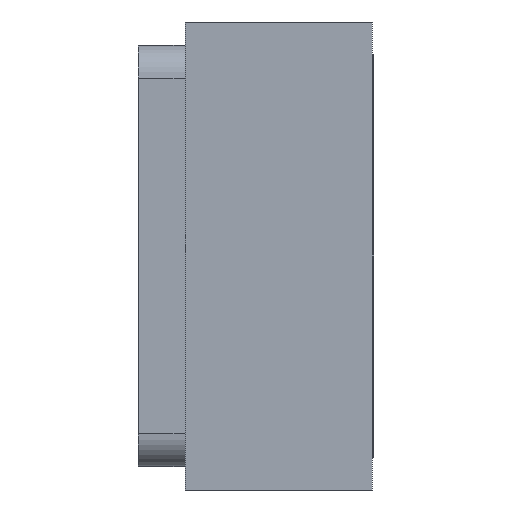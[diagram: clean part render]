
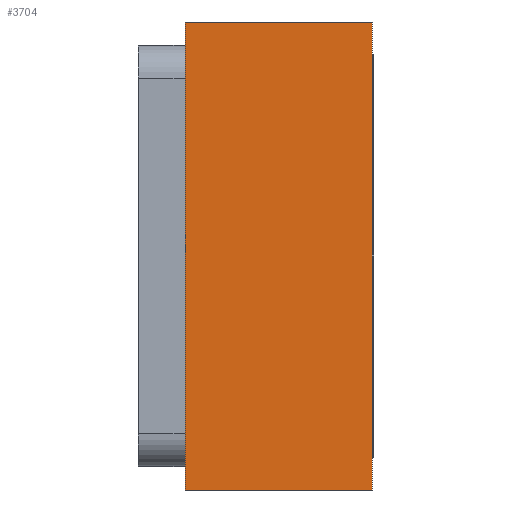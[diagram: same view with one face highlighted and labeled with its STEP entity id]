
A CAD part, left-side view. The second image highlights one B-rep face of the part: STEP entity #3704.
In plain terms, the highlighted planar face has unit normal (-1, 0, 0).
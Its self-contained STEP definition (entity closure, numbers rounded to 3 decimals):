
#3704 = ADVANCED_FACE('',(#3705),#3719,.F.);
#3705 = FACE_BOUND('',#3706,.T.);
#3706 = EDGE_LOOP('',(#3707,#3742,#3770,#3798));
#3707 = ORIENTED_EDGE('',*,*,#3708,.F.);
#3708 = EDGE_CURVE('',#3709,#3711,#3713,.T.);
#3709 = VERTEX_POINT('',#3710);
#3710 = CARTESIAN_POINT('',(-0.8,0.4,0.5));
#3711 = VERTEX_POINT('',#3712);
#3712 = CARTESIAN_POINT('',(-0.8,0.,0.5));
#3713 = SURFACE_CURVE('',#3714,(#3718,#3730),.PCURVE_S1.);
#3714 = LINE('',#3715,#3716);
#3715 = CARTESIAN_POINT('',(-0.8,0.5,0.5));
#3716 = VECTOR('',#3717,1.);
#3717 = DIRECTION('',(0.,-1.,0.));
#3718 = PCURVE('',#3719,#3724);
#3719 = PLANE('',#3720);
#3720 = AXIS2_PLACEMENT_3D('',#3721,#3722,#3723);
#3721 = CARTESIAN_POINT('',(-0.8,0.5,-0.5));
#3722 = DIRECTION('',(1.,0.,0.));
#3723 = DIRECTION('',(0.,0.,-1.));
#3724 = DEFINITIONAL_REPRESENTATION('',(#3725),#3729);
#3725 = LINE('',#3726,#3727);
#3726 = CARTESIAN_POINT('',(-1.,0.));
#3727 = VECTOR('',#3728,1.);
#3728 = DIRECTION('',(0.,-1.));
#3729 = ( GEOMETRIC_REPRESENTATION_CONTEXT(2) 
PARAMETRIC_REPRESENTATION_CONTEXT() REPRESENTATION_CONTEXT('2D SPACE',''
  ) );
#3730 = PCURVE('',#3731,#3736);
#3731 = PLANE('',#3732);
#3732 = AXIS2_PLACEMENT_3D('',#3733,#3734,#3735);
#3733 = CARTESIAN_POINT('',(-0.8,0.5,0.5));
#3734 = DIRECTION('',(0.,0.,-1.));
#3735 = DIRECTION('',(-1.,0.,0.));
#3736 = DEFINITIONAL_REPRESENTATION('',(#3737),#3741);
#3737 = LINE('',#3738,#3739);
#3738 = CARTESIAN_POINT('',(0.,0.));
#3739 = VECTOR('',#3740,1.);
#3740 = DIRECTION('',(0.,-1.));
#3741 = ( GEOMETRIC_REPRESENTATION_CONTEXT(2) 
PARAMETRIC_REPRESENTATION_CONTEXT() REPRESENTATION_CONTEXT('2D SPACE',''
  ) );
#3742 = ORIENTED_EDGE('',*,*,#3743,.T.);
#3743 = EDGE_CURVE('',#3709,#3744,#3746,.T.);
#3744 = VERTEX_POINT('',#3745);
#3745 = CARTESIAN_POINT('',(-0.8,0.4,-0.5));
#3746 = SURFACE_CURVE('',#3747,(#3751,#3758),.PCURVE_S1.);
#3747 = LINE('',#3748,#3749);
#3748 = CARTESIAN_POINT('',(-0.8,0.4,0.5));
#3749 = VECTOR('',#3750,1.);
#3750 = DIRECTION('',(0.,0.,-1.));
#3751 = PCURVE('',#3719,#3752);
#3752 = DEFINITIONAL_REPRESENTATION('',(#3753),#3757);
#3753 = LINE('',#3754,#3755);
#3754 = CARTESIAN_POINT('',(-1.,-0.1));
#3755 = VECTOR('',#3756,1.);
#3756 = DIRECTION('',(1.,0.));
#3757 = ( GEOMETRIC_REPRESENTATION_CONTEXT(2) 
PARAMETRIC_REPRESENTATION_CONTEXT() REPRESENTATION_CONTEXT('2D SPACE',''
  ) );
#3758 = PCURVE('',#3759,#3764);
#3759 = PLANE('',#3760);
#3760 = AXIS2_PLACEMENT_3D('',#3761,#3762,#3763);
#3761 = CARTESIAN_POINT('',(-0.8,0.4,0.5));
#3762 = DIRECTION('',(0.,-1.,0.));
#3763 = DIRECTION('',(0.,0.,-1.));
#3764 = DEFINITIONAL_REPRESENTATION('',(#3765),#3769);
#3765 = LINE('',#3766,#3767);
#3766 = CARTESIAN_POINT('',(0.,0.));
#3767 = VECTOR('',#3768,1.);
#3768 = DIRECTION('',(1.,0.));
#3769 = ( GEOMETRIC_REPRESENTATION_CONTEXT(2) 
PARAMETRIC_REPRESENTATION_CONTEXT() REPRESENTATION_CONTEXT('2D SPACE',''
  ) );
#3770 = ORIENTED_EDGE('',*,*,#3771,.T.);
#3771 = EDGE_CURVE('',#3744,#3772,#3774,.T.);
#3772 = VERTEX_POINT('',#3773);
#3773 = CARTESIAN_POINT('',(-0.8,0.,-0.5));
#3774 = SURFACE_CURVE('',#3775,(#3779,#3786),.PCURVE_S1.);
#3775 = LINE('',#3776,#3777);
#3776 = CARTESIAN_POINT('',(-0.8,0.5,-0.5));
#3777 = VECTOR('',#3778,1.);
#3778 = DIRECTION('',(0.,-1.,0.));
#3779 = PCURVE('',#3719,#3780);
#3780 = DEFINITIONAL_REPRESENTATION('',(#3781),#3785);
#3781 = LINE('',#3782,#3783);
#3782 = CARTESIAN_POINT('',(0.,0.));
#3783 = VECTOR('',#3784,1.);
#3784 = DIRECTION('',(0.,-1.));
#3785 = ( GEOMETRIC_REPRESENTATION_CONTEXT(2) 
PARAMETRIC_REPRESENTATION_CONTEXT() REPRESENTATION_CONTEXT('2D SPACE',''
  ) );
#3786 = PCURVE('',#3787,#3792);
#3787 = PLANE('',#3788);
#3788 = AXIS2_PLACEMENT_3D('',#3789,#3790,#3791);
#3789 = CARTESIAN_POINT('',(-0.8,0.5,-0.5));
#3790 = DIRECTION('',(0.,0.,1.));
#3791 = DIRECTION('',(1.,0.,0.));
#3792 = DEFINITIONAL_REPRESENTATION('',(#3793),#3797);
#3793 = LINE('',#3794,#3795);
#3794 = CARTESIAN_POINT('',(0.,0.));
#3795 = VECTOR('',#3796,1.);
#3796 = DIRECTION('',(0.,-1.));
#3797 = ( GEOMETRIC_REPRESENTATION_CONTEXT(2) 
PARAMETRIC_REPRESENTATION_CONTEXT() REPRESENTATION_CONTEXT('2D SPACE',''
  ) );
#3798 = ORIENTED_EDGE('',*,*,#3799,.T.);
#3799 = EDGE_CURVE('',#3772,#3711,#3800,.T.);
#3800 = SURFACE_CURVE('',#3801,(#3805,#3812),.PCURVE_S1.);
#3801 = LINE('',#3802,#3803);
#3802 = CARTESIAN_POINT('',(-0.8,0.,-0.5));
#3803 = VECTOR('',#3804,1.);
#3804 = DIRECTION('',(0.,0.,1.));
#3805 = PCURVE('',#3719,#3806);
#3806 = DEFINITIONAL_REPRESENTATION('',(#3807),#3811);
#3807 = LINE('',#3808,#3809);
#3808 = CARTESIAN_POINT('',(0.,-0.5));
#3809 = VECTOR('',#3810,1.);
#3810 = DIRECTION('',(-1.,0.));
#3811 = ( GEOMETRIC_REPRESENTATION_CONTEXT(2) 
PARAMETRIC_REPRESENTATION_CONTEXT() REPRESENTATION_CONTEXT('2D SPACE',''
  ) );
#3812 = PCURVE('',#3813,#3818);
#3813 = PLANE('',#3814);
#3814 = AXIS2_PLACEMENT_3D('',#3815,#3816,#3817);
#3815 = CARTESIAN_POINT('',(-0.8,0.,0.5));
#3816 = DIRECTION('',(0.,1.,0.));
#3817 = DIRECTION('',(0.,0.,1.));
#3818 = DEFINITIONAL_REPRESENTATION('',(#3819),#3823);
#3819 = LINE('',#3820,#3821);
#3820 = CARTESIAN_POINT('',(-1.,0.));
#3821 = VECTOR('',#3822,1.);
#3822 = DIRECTION('',(1.,0.));
#3823 = ( GEOMETRIC_REPRESENTATION_CONTEXT(2) 
PARAMETRIC_REPRESENTATION_CONTEXT() REPRESENTATION_CONTEXT('2D SPACE',''
  ) );
